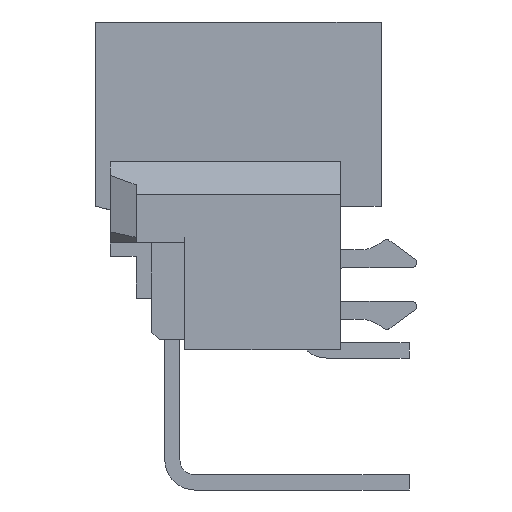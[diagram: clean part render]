
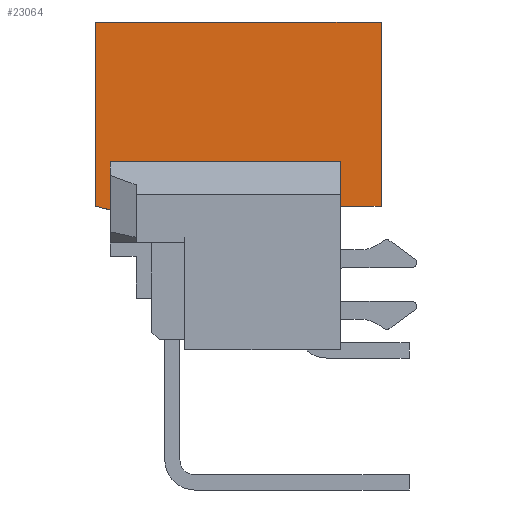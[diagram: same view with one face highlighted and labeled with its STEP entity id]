
A CAD part, left-side view. The second image highlights one B-rep face of the part: STEP entity #23064.
In plain terms, the highlighted planar face has unit normal (-1, 0, 0).
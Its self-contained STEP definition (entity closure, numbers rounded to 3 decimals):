
#72=DIRECTION('',(0.,-1.,0.));
#73=VECTOR('',#72,11.);
#74=CARTESIAN_POINT('',(-43.88,5.5,0.));
#75=LINE('',#74,#73);
#120=DIRECTION('',(0.,0.,1.));
#121=VECTOR('',#120,2.037);
#122=CARTESIAN_POINT('',(-43.88,4.278,-7.417));
#123=LINE('',#122,#121);
#124=DIRECTION('',(0.,0.966,0.259));
#125=VECTOR('',#124,1.265);
#126=CARTESIAN_POINT('',(-43.88,4.278,-7.417));
#127=LINE('',#126,#125);
#128=DIRECTION('',(0.,0.,-1.));
#129=VECTOR('',#128,7.09);
#130=CARTESIAN_POINT('',(-43.88,5.5,0.));
#131=LINE('',#130,#129);
#132=DIRECTION('',(0.,0.,1.));
#133=VECTOR('',#132,1.71);
#134=CARTESIAN_POINT('',(-43.88,-3.935,-7.09));
#135=LINE('',#134,#133);
#332=DIRECTION('',(0.,-1.,0.));
#333=VECTOR('',#332,8.213);
#334=CARTESIAN_POINT('',(-43.88,4.278,-5.38));
#335=LINE('',#334,#333);
#632=DIRECTION('',(0.,-1.,0.));
#633=VECTOR('',#632,1.565);
#634=CARTESIAN_POINT('',(-43.88,-3.935,-7.09));
#635=LINE('',#634,#633);
#644=DIRECTION('',(0.,0.,-1.));
#645=VECTOR('',#644,7.09);
#646=CARTESIAN_POINT('',(-43.88,-5.5,0.));
#647=LINE('',#646,#645);
#17372=CARTESIAN_POINT('',(-43.88,5.5,0.));
#17373=CARTESIAN_POINT('',(-43.88,-5.5,0.));
#17374=VERTEX_POINT('',#17372);
#17375=VERTEX_POINT('',#17373);
#17380=CARTESIAN_POINT('',(-43.88,-5.5,-7.09));
#17382=VERTEX_POINT('',#17380);
#22048=CARTESIAN_POINT('',(-43.88,-3.935,-7.09));
#22049=CARTESIAN_POINT('',(-43.88,-3.935,-5.38));
#22050=VERTEX_POINT('',#22048);
#22051=VERTEX_POINT('',#22049);
#22594=CARTESIAN_POINT('',(-43.88,5.5,-7.09));
#22596=VERTEX_POINT('',#22594);
#22674=CARTESIAN_POINT('',(-43.88,4.278,-5.38));
#22675=VERTEX_POINT('',#22674);
#22678=CARTESIAN_POINT('',(-43.88,4.278,-7.417));
#22679=VERTEX_POINT('',#22678);
#23042=CARTESIAN_POINT('',(-43.88,5.5,0.));
#23043=DIRECTION('',(-1.,0.,0.));
#23044=DIRECTION('',(0.,-1.,0.));
#23045=AXIS2_PLACEMENT_3D('',#23042,#23043,#23044);
#23046=PLANE('',#23045);
#23048=ORIENTED_EDGE('',*,*,#23047,.F.);
#23050=ORIENTED_EDGE('',*,*,#23049,.T.);
#23052=ORIENTED_EDGE('',*,*,#23051,.F.);
#23053=ORIENTED_EDGE('',*,*,#23013,.T.);
#23055=ORIENTED_EDGE('',*,*,#23054,.T.);
#23057=ORIENTED_EDGE('',*,*,#23056,.F.);
#23059=ORIENTED_EDGE('',*,*,#23058,.T.);
#23061=ORIENTED_EDGE('',*,*,#23060,.F.);
#23062=EDGE_LOOP('',(#23048,#23050,#23052,#23053,#23055,#23057,#23059,#23061));
#23063=FACE_OUTER_BOUND('',#23062,.F.);
#23064=ADVANCED_FACE('',(#23063),#23046,.T.);
#23013=EDGE_CURVE('',#17374,#17375,#75,.T.);
#23047=EDGE_CURVE('',#22679,#22675,#123,.T.);
#23049=EDGE_CURVE('',#22679,#22596,#127,.T.);
#23051=EDGE_CURVE('',#17374,#22596,#131,.T.);
#23054=EDGE_CURVE('',#17375,#17382,#647,.T.);
#23056=EDGE_CURVE('',#22050,#17382,#635,.T.);
#23058=EDGE_CURVE('',#22050,#22051,#135,.T.);
#23060=EDGE_CURVE('',#22675,#22051,#335,.T.);
